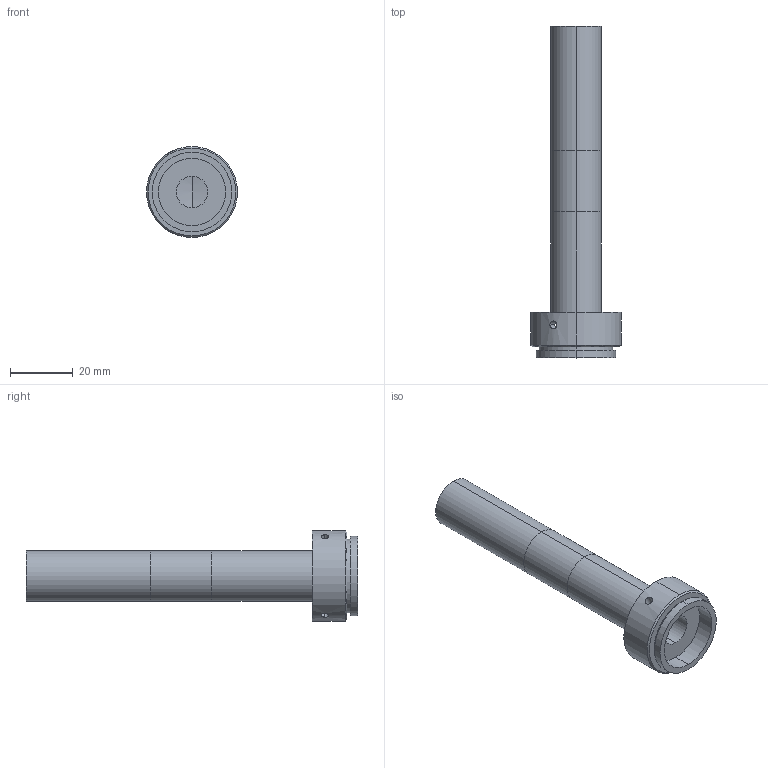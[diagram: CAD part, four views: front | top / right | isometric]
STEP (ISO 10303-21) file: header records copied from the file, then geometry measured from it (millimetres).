
FILE_DESCRIPTION (( 'STEP AP203' ), '1' );
FILE_NAME ('XF-1X110-Y11-蚾饜芞-20150713V5.STEP', '2016-03-08T02:36:29', ( 'cherishsunshine' ), ( '' ), 'SwSTEP 2.0', 'SolidWorks 2014', '' );
FILE_SCHEMA (( 'CONFIG_CONTROL_DESIGN' ));
Length unit declared in the file: millimetre
Products named in the file (1): XF-1X110-Y11-蚾饜芞-20150713V5
Bounding box: 29 x 105.77 x 29 mm (x, y, z)
Surface area: 10437.9 mm2 (no closed solid volume)
Topology: 0 solids, 8 shells, 55 faces, 138 edges, 93 vertices
Faces by surface type: cylinder 34, plane 17, sphere 2, cone 2
Entity records: 1956 total; most frequent: CARTESIAN_POINT 515, DIRECTION 312, ORIENTED_EDGE 240, EDGE_CURVE 138, AXIS2_PLACEMENT_3D 130, VERTEX_POINT 93, CIRCLE 74, EDGE_LOOP 70
